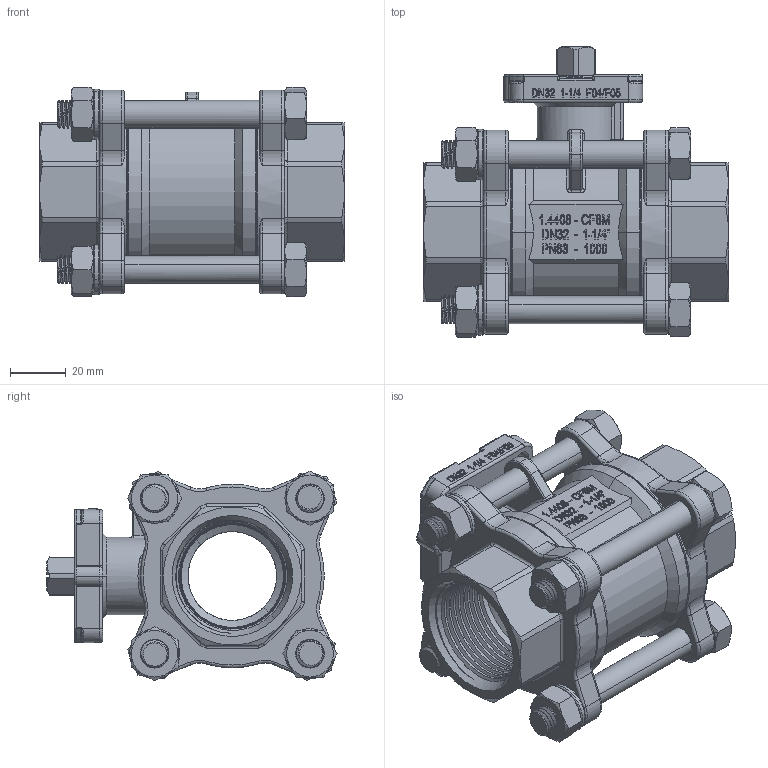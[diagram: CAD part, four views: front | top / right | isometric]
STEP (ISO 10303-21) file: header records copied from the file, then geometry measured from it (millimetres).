
FILE_DESCRIPTION (( 'STEP AP203' ), '1' );
FILE_NAME ('JV-35F (AOM).STEP', '2012-08-09T07:25:01', ( 'TULIPA' ), ( 'TULIPA' ), 'SwSTEP 2.0', 'SolidWorks 2005179', '' );
FILE_SCHEMA (( 'CONFIG_CONTROL_DESIGN' ));
Length unit declared in the file: millimetre
Products named in the file (1): JV-35F (AOM)
Bounding box: 110 x 104.68 x 75.63 mm (x, y, z)
Volume: 260031.8 mm3; surface area: 126319 mm2
Topology: 31 solids, 31 shells, 1768 faces, 4484 edges, 2855 vertices
Faces by surface type: plane 582, cylinder 513, bspline 289, cone 237, torus 132, sphere 15
Entity records: 174100 total; most frequent: CARTESIAN_POINT 134571, ORIENTED_EDGE 8938, DIRECTION 7115, EDGE_CURVE 4469, VERTEX_POINT 2847, AXIS2_PLACEMENT_3D 2544, LINE 2027, VECTOR 2027
